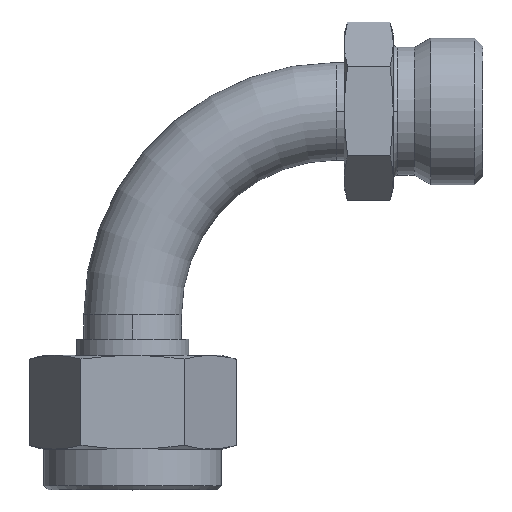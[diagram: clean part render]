
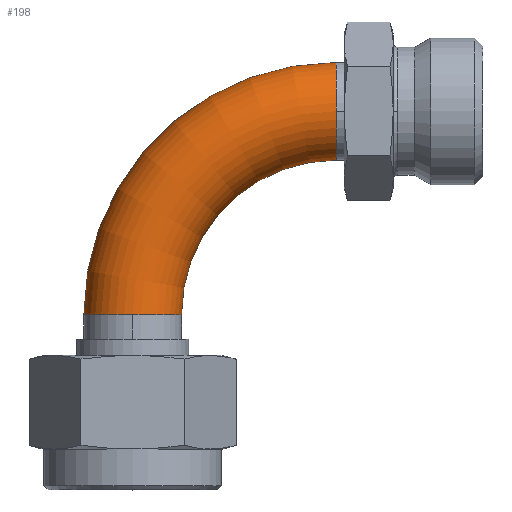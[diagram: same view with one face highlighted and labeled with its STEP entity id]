
A CAD part, top view. The second image highlights one B-rep face of the part: STEP entity #198.
In plain terms, the highlighted toroidal (fillet/blend) face has major radius 25 mm and minor radius 6 mm.
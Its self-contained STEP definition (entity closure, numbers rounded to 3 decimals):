
#198 = ADVANCED_FACE( '', ( #396 ), #397, .T. );
#396 = FACE_OUTER_BOUND( '', #634, .T. );
#397 = TOROIDAL_SURFACE( '', #635, 25., 6. );
#634 = EDGE_LOOP( '', ( #1277, #1278, #1279, #1280, #1281, #1282 ) );
#635 = AXIS2_PLACEMENT_3D( '', #1283, #1284, #1285 );
#1277 = ORIENTED_EDGE( '', *, *, #1546, .T. );
#1278 = ORIENTED_EDGE( '', *, *, #1715, .T. );
#1279 = ORIENTED_EDGE( '', *, *, #1568, .T. );
#1280 = ORIENTED_EDGE( '', *, *, #1549, .T. );
#1281 = ORIENTED_EDGE( '', *, *, #1718, .F. );
#1282 = ORIENTED_EDGE( '', *, *, #1559, .F. );
#1283 = CARTESIAN_POINT( '', ( 25., 17., 0. ) );
#1284 = DIRECTION( '', ( 0., 0., 1. ) );
#1285 = DIRECTION( '', ( 1., 0., 0. ) );
#1546 = EDGE_CURVE( '', #1795, #1796, #1797, .T. );
#1549 = EDGE_CURVE( '', #1802, #1800, #1803, .T. );
#1559 = EDGE_CURVE( '', #1795, #1821, #1822, .T. );
#1568 = EDGE_CURVE( '', #1837, #1802, #1838, .T. );
#1715 = EDGE_CURVE( '', #1796, #1837, #2071, .T. );
#1718 = EDGE_CURVE( '', #1821, #1800, #2074, .T. );
#1795 = VERTEX_POINT( '', #2195 );
#1796 = VERTEX_POINT( '', #2196 );
#1797 = CIRCLE( '', #2197, 31. );
#1800 = VERTEX_POINT( '', #2200 );
#1802 = VERTEX_POINT( '', #2202 );
#1803 = CIRCLE( '', #2203, 19. );
#1821 = VERTEX_POINT( '', #2222 );
#1822 = CIRCLE( '', #2223, 6. );
#1837 = VERTEX_POINT( '', #2242 );
#1838 = CIRCLE( '', #2243, 6. );
#2071 = CIRCLE( '', #2731, 6. );
#2074 = CIRCLE( '', #2734, 6. );
#2195 = CARTESIAN_POINT( '', ( 25., 48., 0. ) );
#2196 = CARTESIAN_POINT( '', ( -6., 17., 0. ) );
#2197 = AXIS2_PLACEMENT_3D( '', #3091, #3092, #3093 );
#2200 = CARTESIAN_POINT( '', ( 25., 36., 0. ) );
#2202 = CARTESIAN_POINT( '', ( 6., 17., 0. ) );
#2203 = AXIS2_PLACEMENT_3D( '', #3100, #3101, #3102 );
#2222 = CARTESIAN_POINT( '', ( 25., 42., 6. ) );
#2223 = AXIS2_PLACEMENT_3D( '', #3128, #3129, #3130 );
#2242 = CARTESIAN_POINT( '', ( 0., 17., 6. ) );
#2243 = AXIS2_PLACEMENT_3D( '', #3147, #3148, #3149 );
#2731 = AXIS2_PLACEMENT_3D( '', #3438, #3439, #3440 );
#2734 = AXIS2_PLACEMENT_3D( '', #3447, #3448, #3449 );
#3091 = CARTESIAN_POINT( '', ( 25., 17., 0. ) );
#3092 = DIRECTION( '', ( 0., 0., 1. ) );
#3093 = DIRECTION( '', ( 1., 0., 0. ) );
#3100 = CARTESIAN_POINT( '', ( 25., 17., 0. ) );
#3101 = DIRECTION( '', ( 0., 0., -1. ) );
#3102 = DIRECTION( '', ( 1., 0., 0. ) );
#3128 = CARTESIAN_POINT( '', ( 25., 42., 0. ) );
#3129 = DIRECTION( '', ( 1., 0., 0. ) );
#3130 = DIRECTION( '', ( 0., 0., -1. ) );
#3147 = CARTESIAN_POINT( '', ( 0., 17., 0. ) );
#3148 = DIRECTION( '', ( 0., 1., 0. ) );
#3149 = DIRECTION( '', ( 0., 0., -1. ) );
#3438 = CARTESIAN_POINT( '', ( 0., 17., 0. ) );
#3439 = DIRECTION( '', ( 0., 1., 0. ) );
#3440 = DIRECTION( '', ( 0., 0., -1. ) );
#3447 = CARTESIAN_POINT( '', ( 25., 42., 0. ) );
#3448 = DIRECTION( '', ( 1., 0., 0. ) );
#3449 = DIRECTION( '', ( 0., 0., -1. ) );
